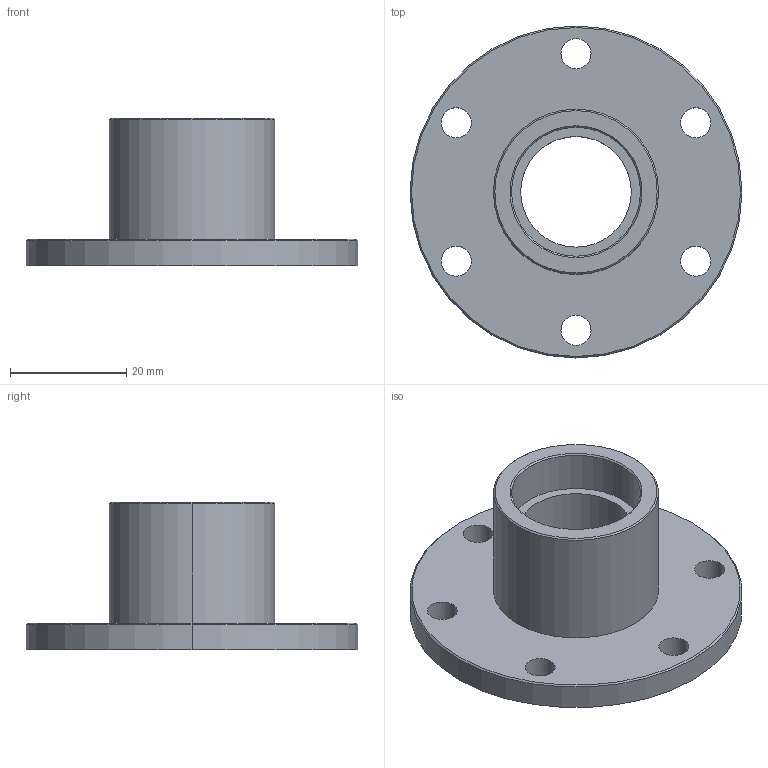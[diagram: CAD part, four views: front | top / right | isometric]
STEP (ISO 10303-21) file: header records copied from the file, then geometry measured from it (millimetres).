
FILE_DESCRIPTION (( 'STEP AP214' ), '1' );
FILE_NAME ('am-0161 375 2 Bearing Hub.STEP', '2015-12-21T17:25:53', ( '' ), ( '' ), 'SwSTEP 2.0', 'SolidWorks 2014', '' );
FILE_SCHEMA (( 'AUTOMOTIVE_DESIGN' ));
Length unit declared in the file: inch
Products named in the file (1): am-0161 375 2 Bearing Hub
Bounding box: 57.15 x 57.15 x 25.4 mm (x, y, z)
Volume: 15655.6 mm3; surface area: 9039 mm2
Topology: 1 solids, 1 shells, 35 faces, 82 edges, 52 vertices
Faces by surface type: cylinder 22, cone 8, plane 5
Entity records: 1092 total; most frequent: DIRECTION 206, CARTESIAN_POINT 170, ORIENTED_EDGE 164, AXIS2_PLACEMENT_3D 88, EDGE_CURVE 82, EDGE_LOOP 52, CIRCLE 52, VERTEX_POINT 52
